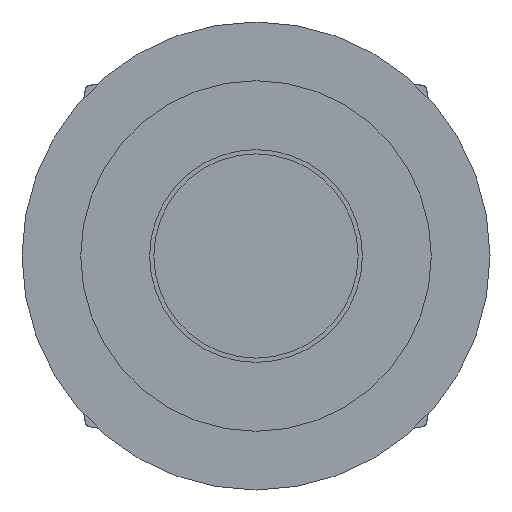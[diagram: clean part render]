
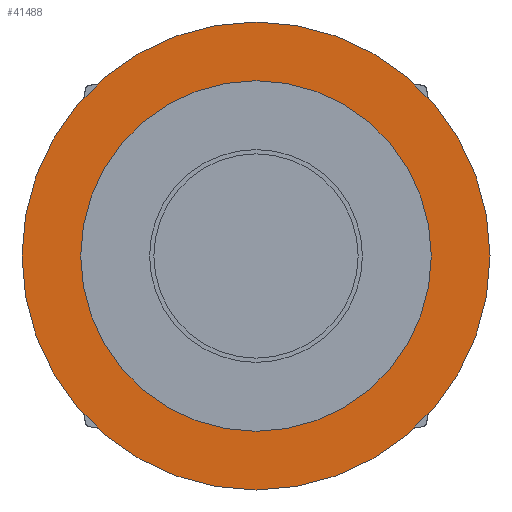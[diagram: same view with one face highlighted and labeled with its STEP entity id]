
A CAD part, front view. The second image highlights one B-rep face of the part: STEP entity #41488.
In plain terms, the highlighted face is planar.
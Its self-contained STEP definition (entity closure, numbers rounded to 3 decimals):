
#40915=CARTESIAN_POINT('',(-46.,27.5,0.0));
#40916=VERTEX_POINT('',#40915);
#40917=CARTESIAN_POINT('',(-46.,0.,0.0));
#40918=DIRECTION('',(1.0,0.0,0.0));
#40919=DIRECTION('',(0.0,1.0,0.0));
#40920=AXIS2_PLACEMENT_3D('',#40917,#40918,#40919);
#40921=CIRCLE('',#40920,27.5);
#40922=EDGE_CURVE('',#40916,#40916,#40921,.T.);
#41462=CARTESIAN_POINT('',(-46.,20.6,0.0));
#41463=VERTEX_POINT('',#41462);
#41464=CARTESIAN_POINT('',(-46.,0.,0.0));
#41465=DIRECTION('',(1.0,0.0,0.0));
#41466=DIRECTION('',(0.0,1.0,0.0));
#41467=AXIS2_PLACEMENT_3D('',#41464,#41465,#41466);
#41468=CIRCLE('',#41467,20.6);
#41469=EDGE_CURVE('',#41463,#41463,#41468,.T.);
#41477=CARTESIAN_POINT('',(-46.,24.05,0.0));
#41478=DIRECTION('',(-1.0,0.0,0.0));
#41479=DIRECTION('',(0.0,0.0,1.0));
#41480=AXIS2_PLACEMENT_3D('',#41477,#41478,#41479);
#41481=PLANE('',#41480);
#41482=ORIENTED_EDGE('',*,*,#40922,.F.);
#41483=EDGE_LOOP('',(#41482));
#41484=FACE_OUTER_BOUND('',#41483,.T.);
#41485=ORIENTED_EDGE('',*,*,#41469,.T.);
#41486=EDGE_LOOP('',(#41485));
#41487=FACE_BOUND('',#41486,.T.);
#41488=ADVANCED_FACE('',(#41484,#41487),#41481,.T.);
